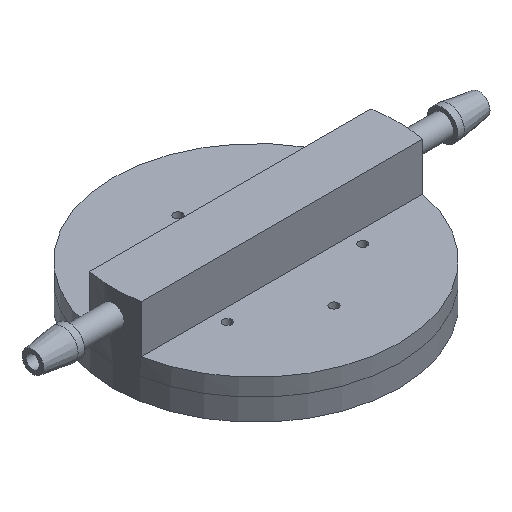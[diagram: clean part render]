
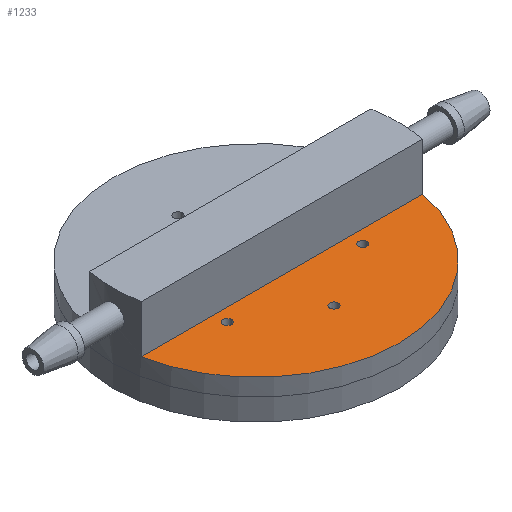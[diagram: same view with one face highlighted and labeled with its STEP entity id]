
A CAD part, isometric view. The second image highlights one B-rep face of the part: STEP entity #1233.
In plain terms, the highlighted planar face has unit normal (0, 0, 1).
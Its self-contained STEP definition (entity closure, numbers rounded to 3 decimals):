
#31 = CYLINDRICAL_SURFACE('',#32,33.);
#32 = AXIS2_PLACEMENT_3D('',#33,#34,#35);
#33 = CARTESIAN_POINT('',(0.,0.,0.));
#34 = DIRECTION('',(-0.,-0.,-1.));
#35 = DIRECTION('',(1.,0.,0.));
#425 = VERTEX_POINT('',#426);
#426 = CARTESIAN_POINT('',(-32.45,-6.,4.));
#440 = PLANE('',#441);
#441 = AXIS2_PLACEMENT_3D('',#442,#443,#444);
#442 = CARTESIAN_POINT('',(35.36,-6.,15.));
#443 = DIRECTION('',(-0.,-1.,-0.));
#444 = DIRECTION('',(1.,0.,0.));
#452 = EDGE_CURVE('',#453,#425,#455,.T.);
#453 = VERTEX_POINT('',#454);
#454 = CARTESIAN_POINT('',(32.45,-6.,4.));
#455 = SURFACE_CURVE('',#456,(#461,#468),.PCURVE_S1.);
#456 = CIRCLE('',#457,33.);
#457 = AXIS2_PLACEMENT_3D('',#458,#459,#460);
#458 = CARTESIAN_POINT('',(0.,0.,4.));
#459 = DIRECTION('',(0.,0.,-1.));
#460 = DIRECTION('',(1.,0.,0.));
#461 = PCURVE('',#31,#462);
#462 = DEFINITIONAL_REPRESENTATION('',(#463),#467);
#463 = LINE('',#464,#465);
#464 = CARTESIAN_POINT('',(-6.283,-4.));
#465 = VECTOR('',#466,1.);
#466 = DIRECTION('',(1.,-0.));
#467 = ( GEOMETRIC_REPRESENTATION_CONTEXT(2) 
PARAMETRIC_REPRESENTATION_CONTEXT() REPRESENTATION_CONTEXT('2D SPACE',''
  ) );
#468 = PCURVE('',#469,#474);
#469 = PLANE('',#470);
#470 = AXIS2_PLACEMENT_3D('',#471,#472,#473);
#471 = CARTESIAN_POINT('',(0.575,-20.785,4.));
#472 = DIRECTION('',(0.,0.,-1.));
#473 = DIRECTION('',(1.,0.,0.));
#474 = DEFINITIONAL_REPRESENTATION('',(#475),#479);
#475 = CIRCLE('',#476,33.);
#476 = AXIS2_PLACEMENT_2D('',#477,#478);
#477 = CARTESIAN_POINT('',(-0.575,-20.785));
#478 = DIRECTION('',(1.,-0.));
#479 = ( GEOMETRIC_REPRESENTATION_CONTEXT(2) 
PARAMETRIC_REPRESENTATION_CONTEXT() REPRESENTATION_CONTEXT('2D SPACE',''
  ) );
#1212 = EDGE_CURVE('',#453,#425,#1213,.T.);
#1213 = SURFACE_CURVE('',#1214,(#1218,#1225),.PCURVE_S1.);
#1214 = LINE('',#1215,#1216);
#1215 = CARTESIAN_POINT('',(35.36,-6.,4.));
#1216 = VECTOR('',#1217,1.);
#1217 = DIRECTION('',(-1.,-0.,-0.));
#1218 = PCURVE('',#440,#1219);
#1219 = DEFINITIONAL_REPRESENTATION('',(#1220),#1224);
#1220 = LINE('',#1221,#1222);
#1221 = CARTESIAN_POINT('',(-0.,-11.));
#1222 = VECTOR('',#1223,1.);
#1223 = DIRECTION('',(-1.,0.));
#1224 = ( GEOMETRIC_REPRESENTATION_CONTEXT(2) 
PARAMETRIC_REPRESENTATION_CONTEXT() REPRESENTATION_CONTEXT('2D SPACE',''
  ) );
#1225 = PCURVE('',#469,#1226);
#1226 = DEFINITIONAL_REPRESENTATION('',(#1227),#1231);
#1227 = LINE('',#1228,#1229);
#1228 = CARTESIAN_POINT('',(34.785,-14.785));
#1229 = VECTOR('',#1230,1.);
#1230 = DIRECTION('',(-1.,0.));
#1231 = ( GEOMETRIC_REPRESENTATION_CONTEXT(2) 
PARAMETRIC_REPRESENTATION_CONTEXT() REPRESENTATION_CONTEXT('2D SPACE',''
  ) );
#1233 = ADVANCED_FACE('',(#1234,#1238,#1269,#1300),#469,.F.);
#1234 = FACE_BOUND('',#1235,.T.);
#1235 = EDGE_LOOP('',(#1236,#1237));
#1236 = ORIENTED_EDGE('',*,*,#1212,.T.);
#1237 = ORIENTED_EDGE('',*,*,#452,.F.);
#1238 = FACE_BOUND('',#1239,.T.);
#1239 = EDGE_LOOP('',(#1240));
#1240 = ORIENTED_EDGE('',*,*,#1241,.T.);
#1241 = EDGE_CURVE('',#1242,#1242,#1244,.T.);
#1242 = VERTEX_POINT('',#1243);
#1243 = CARTESIAN_POINT('',(16.088,-8.134,4.));
#1244 = SURFACE_CURVE('',#1245,(#1250,#1257),.PCURVE_S1.);
#1245 = CIRCLE('',#1246,1.);
#1246 = AXIS2_PLACEMENT_3D('',#1247,#1248,#1249);
#1247 = CARTESIAN_POINT('',(15.588,-9.,4.));
#1248 = DIRECTION('',(0.,0.,-1.));
#1249 = DIRECTION('',(0.5,0.866,0.));
#1250 = PCURVE('',#469,#1251);
#1251 = DEFINITIONAL_REPRESENTATION('',(#1252),#1256);
#1252 = CIRCLE('',#1253,1.);
#1253 = AXIS2_PLACEMENT_2D('',#1254,#1255);
#1254 = CARTESIAN_POINT('',(15.013,-11.785));
#1255 = DIRECTION('',(0.5,-0.866));
#1256 = ( GEOMETRIC_REPRESENTATION_CONTEXT(2) 
PARAMETRIC_REPRESENTATION_CONTEXT() REPRESENTATION_CONTEXT('2D SPACE',''
  ) );
#1257 = PCURVE('',#1258,#1263);
#1258 = CYLINDRICAL_SURFACE('',#1259,1.);
#1259 = AXIS2_PLACEMENT_3D('',#1260,#1261,#1262);
#1260 = CARTESIAN_POINT('',(15.588,-9.,0.));
#1261 = DIRECTION('',(0.,0.,-1.));
#1262 = DIRECTION('',(0.5,0.866,0.));
#1263 = DEFINITIONAL_REPRESENTATION('',(#1264),#1268);
#1264 = LINE('',#1265,#1266);
#1265 = CARTESIAN_POINT('',(0.,-4.));
#1266 = VECTOR('',#1267,1.);
#1267 = DIRECTION('',(1.,0.));
#1268 = ( GEOMETRIC_REPRESENTATION_CONTEXT(2) 
PARAMETRIC_REPRESENTATION_CONTEXT() REPRESENTATION_CONTEXT('2D SPACE',''
  ) );
#1269 = FACE_BOUND('',#1270,.T.);
#1270 = EDGE_LOOP('',(#1271));
#1271 = ORIENTED_EDGE('',*,*,#1272,.T.);
#1272 = EDGE_CURVE('',#1273,#1273,#1275,.T.);
#1273 = VERTEX_POINT('',#1274);
#1274 = CARTESIAN_POINT('',(-15.088,-9.866,4.));
#1275 = SURFACE_CURVE('',#1276,(#1281,#1288),.PCURVE_S1.);
#1276 = CIRCLE('',#1277,1.);
#1277 = AXIS2_PLACEMENT_3D('',#1278,#1279,#1280);
#1278 = CARTESIAN_POINT('',(-15.588,-9.,4.));
#1279 = DIRECTION('',(0.,0.,-1.));
#1280 = DIRECTION('',(0.5,-0.866,0.));
#1281 = PCURVE('',#469,#1282);
#1282 = DEFINITIONAL_REPRESENTATION('',(#1283),#1287);
#1283 = CIRCLE('',#1284,1.);
#1284 = AXIS2_PLACEMENT_2D('',#1285,#1286);
#1285 = CARTESIAN_POINT('',(-16.163,-11.785));
#1286 = DIRECTION('',(0.5,0.866));
#1287 = ( GEOMETRIC_REPRESENTATION_CONTEXT(2) 
PARAMETRIC_REPRESENTATION_CONTEXT() REPRESENTATION_CONTEXT('2D SPACE',''
  ) );
#1288 = PCURVE('',#1289,#1294);
#1289 = CYLINDRICAL_SURFACE('',#1290,1.);
#1290 = AXIS2_PLACEMENT_3D('',#1291,#1292,#1293);
#1291 = CARTESIAN_POINT('',(-15.588,-9.,0.));
#1292 = DIRECTION('',(0.,0.,-1.));
#1293 = DIRECTION('',(0.5,-0.866,0.));
#1294 = DEFINITIONAL_REPRESENTATION('',(#1295),#1299);
#1295 = LINE('',#1296,#1297);
#1296 = CARTESIAN_POINT('',(0.,-4.));
#1297 = VECTOR('',#1298,1.);
#1298 = DIRECTION('',(1.,0.));
#1299 = ( GEOMETRIC_REPRESENTATION_CONTEXT(2) 
PARAMETRIC_REPRESENTATION_CONTEXT() REPRESENTATION_CONTEXT('2D SPACE',''
  ) );
#1300 = FACE_BOUND('',#1301,.T.);
#1301 = EDGE_LOOP('',(#1302));
#1302 = ORIENTED_EDGE('',*,*,#1303,.T.);
#1303 = EDGE_CURVE('',#1304,#1304,#1306,.T.);
#1304 = VERTEX_POINT('',#1305);
#1305 = CARTESIAN_POINT('',(1.,-18.,4.));
#1306 = SURFACE_CURVE('',#1307,(#1312,#1319),.PCURVE_S1.);
#1307 = CIRCLE('',#1308,1.);
#1308 = AXIS2_PLACEMENT_3D('',#1309,#1310,#1311);
#1309 = CARTESIAN_POINT('',(0.,-18.,4.));
#1310 = DIRECTION('',(0.,0.,-1.));
#1311 = DIRECTION('',(1.,0.,0.));
#1312 = PCURVE('',#469,#1313);
#1313 = DEFINITIONAL_REPRESENTATION('',(#1314),#1318);
#1314 = CIRCLE('',#1315,1.);
#1315 = AXIS2_PLACEMENT_2D('',#1316,#1317);
#1316 = CARTESIAN_POINT('',(-0.575,-2.785));
#1317 = DIRECTION('',(1.,-0.));
#1318 = ( GEOMETRIC_REPRESENTATION_CONTEXT(2) 
PARAMETRIC_REPRESENTATION_CONTEXT() REPRESENTATION_CONTEXT('2D SPACE',''
  ) );
#1319 = PCURVE('',#1320,#1325);
#1320 = CYLINDRICAL_SURFACE('',#1321,1.);
#1321 = AXIS2_PLACEMENT_3D('',#1322,#1323,#1324);
#1322 = CARTESIAN_POINT('',(0.,-18.,0.));
#1323 = DIRECTION('',(0.,0.,-1.));
#1324 = DIRECTION('',(1.,0.,0.));
#1325 = DEFINITIONAL_REPRESENTATION('',(#1326),#1330);
#1326 = LINE('',#1327,#1328);
#1327 = CARTESIAN_POINT('',(0.,-4.));
#1328 = VECTOR('',#1329,1.);
#1329 = DIRECTION('',(1.,0.));
#1330 = ( GEOMETRIC_REPRESENTATION_CONTEXT(2) 
PARAMETRIC_REPRESENTATION_CONTEXT() REPRESENTATION_CONTEXT('2D SPACE',''
  ) );
